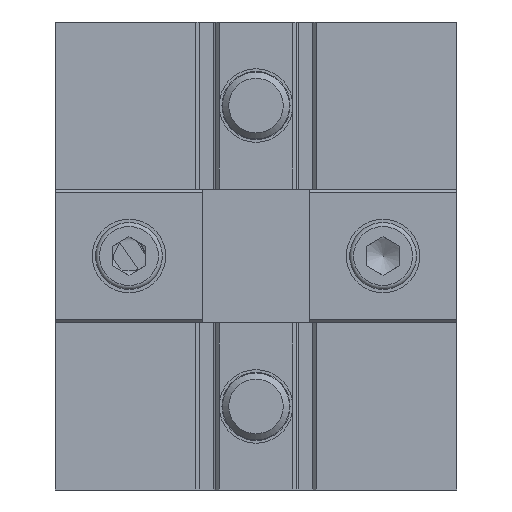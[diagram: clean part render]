
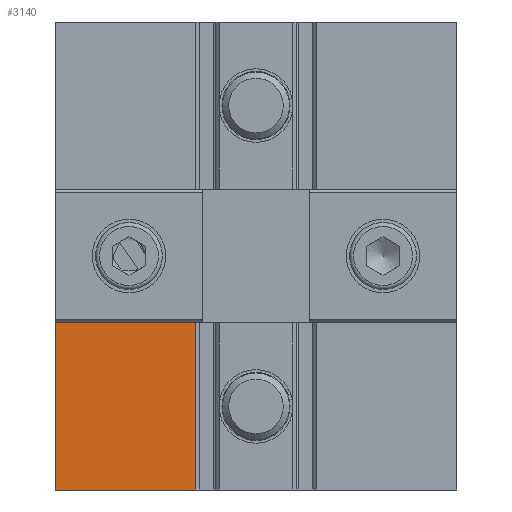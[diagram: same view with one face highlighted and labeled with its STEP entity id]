
A CAD part, front view. The second image highlights one B-rep face of the part: STEP entity #3140.
In plain terms, the highlighted planar face has unit normal (0, -1, 0).
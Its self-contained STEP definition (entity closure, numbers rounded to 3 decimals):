
#156=PLANE('',#3386);
#297=FACE_OUTER_BOUND('',#472,.T.);
#472=EDGE_LOOP('',(#2402,#2403,#2404,#2405));
#665=LINE('',#4629,#965);
#706=LINE('',#4823,#1006);
#728=LINE('',#4876,#1028);
#729=LINE('',#4877,#1029);
#965=VECTOR('',#3742,10.);
#1006=VECTOR('',#3901,10.);
#1028=VECTOR('',#3955,10.);
#1029=VECTOR('',#3956,10.);
#1360=VERTEX_POINT('',#4626);
#1361=VERTEX_POINT('',#4628);
#1413=VERTEX_POINT('',#4820);
#1428=VERTEX_POINT('',#4875);
#1682=EDGE_CURVE('',#1361,#1360,#665,.T.);
#1763=EDGE_CURVE('',#1413,#1361,#706,.T.);
#1789=EDGE_CURVE('',#1428,#1360,#728,.T.);
#1790=EDGE_CURVE('',#1413,#1428,#729,.T.);
#2402=ORIENTED_EDGE('',*,*,#1763,.T.);
#2403=ORIENTED_EDGE('',*,*,#1682,.T.);
#2404=ORIENTED_EDGE('',*,*,#1789,.F.);
#2405=ORIENTED_EDGE('',*,*,#1790,.F.);
#3140=ADVANCED_FACE('',(#297),#156,.T.);
#3386=AXIS2_PLACEMENT_3D('',#4874,#3953,#3954);
#3742=DIRECTION('',(-1.,0.,0.));
#3901=DIRECTION('',(0.,0.,1.));
#3953=DIRECTION('center_axis',(0.,-1.,0.));
#3954=DIRECTION('ref_axis',(0.,0.,-1.));
#3955=DIRECTION('',(0.,0.,1.));
#3956=DIRECTION('',(-1.,0.,0.));
#4626=CARTESIAN_POINT('',(-19.737,-0.031,25.));
#4628=CARTESIAN_POINT('',(1.263,-0.031,25.));
#4629=CARTESIAN_POINT('',(-7.737,-0.031,25.));
#4820=CARTESIAN_POINT('',(1.263,-0.031,0.));
#4823=CARTESIAN_POINT('',(1.263,-0.031,35.));
#4874=CARTESIAN_POINT('Origin',(4.263,-0.031,0.));
#4875=CARTESIAN_POINT('',(-19.737,-0.031,0.));
#4876=CARTESIAN_POINT('',(-19.737,-0.031,0.));
#4877=CARTESIAN_POINT('',(4.263,-0.031,0.));
